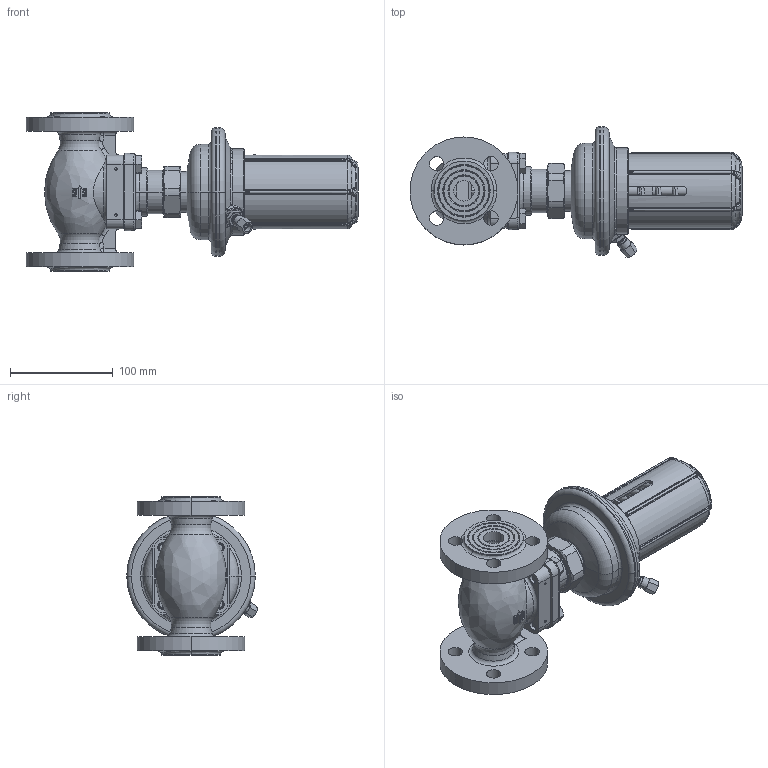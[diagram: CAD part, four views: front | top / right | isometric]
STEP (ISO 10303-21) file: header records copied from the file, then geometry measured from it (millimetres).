
FILE_DESCRIPTION((''),'2;1');
FILE_NAME('003H6346','2015-02-24T',('u317927'),('Danfoss'),'PRO/ENGINEER BY PARAMETRIC TECHNOLOGY CORPORATION, 2014000','PRO/ENGINEER BY PARAMETRIC TECHNOLOGY CORPORATION, 2014000','');
FILE_SCHEMA(('CONFIG_CONTROL_DESIGN'));
Products named in the file (1): 003H6346
Bounding box: 323.3 x 127.07 x 154 mm (x, y, z)
Volume: 879870.1 mm3; surface area: 306512.1 mm2
Topology: 3 solids, 3 shells, 1787 faces, 4448 edges, 2747 vertices
Faces by surface type: plane 792, cylinder 356, bspline 215, cone 209, torus 196, sphere 19
Entity records: 71793 total; most frequent: CARTESIAN_POINT 30992, ORIENTED_EDGE 8888, DIRECTION 8072, EDGE_CURVE 4444, AXIS2_PLACEMENT_3D 3139, VERTEX_POINT 2747, EDGE_LOOP 1931, VECTOR 1794
